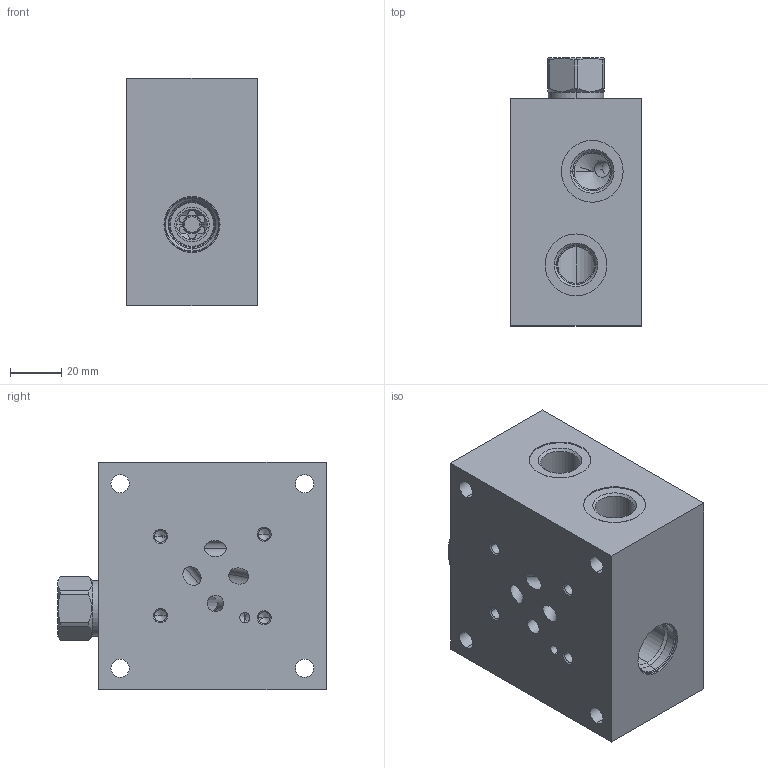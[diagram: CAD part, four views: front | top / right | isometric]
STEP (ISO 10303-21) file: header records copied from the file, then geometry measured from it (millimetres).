
FILE_DESCRIPTION((''),'2;1');
FILE_NAME('WJV_ASM','2020-11-17T',('ProEService'),(''),'PRO/ENGINEER BY PARAMETRIC TECHNOLOGY CORPORATION, 2014200','PRO/ENGINEER BY PARAMETRIC TECHNOLOGY CORPORATION, 2014200','');
FILE_SCHEMA(('CONFIG_CONTROL_DESIGN'));
Length unit declared in the file: inch
Products named in the file (3): 150-556-003; CXCDXCN; WJV_ASM
Assembly tree (2 placements, depth 2):
  WJV_ASM
    150-556-003
    CXCDXCN
Bounding box: 50.8 x 104.78 x 88.9 mm (x, y, z)
Volume: 357638.6 mm3; surface area: 57432.5 mm2
Topology: 4 solids, 4 shells, 318 faces, 1010 edges, 829 vertices
Faces by surface type: cylinder 139, cone 86, plane 54, torus 22, sphere 9, revolution 8
Entity records: 13102 total; most frequent: CARTESIAN_POINT 4339, DIRECTION 1872, ORIENTED_EDGE 1500, EDGE_CURVE 750, AXIS2_PLACEMENT_3D 674, VECTOR 516, LINE 516, VERTEX_POINT 460
